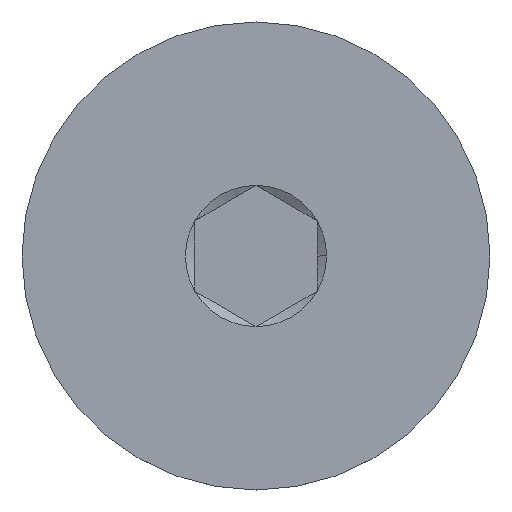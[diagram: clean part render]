
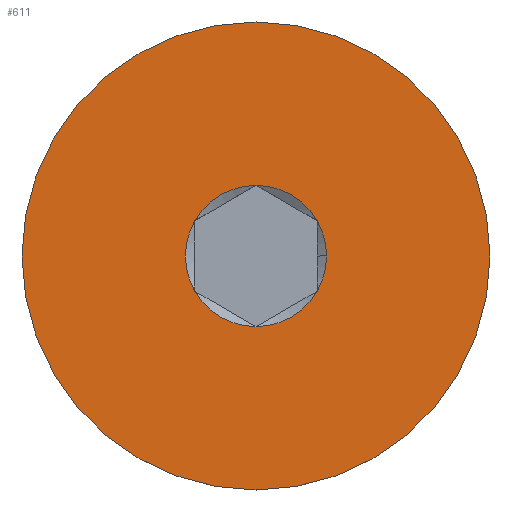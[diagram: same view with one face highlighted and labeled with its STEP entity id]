
A CAD part, top view. The second image highlights one B-rep face of the part: STEP entity #611.
In plain terms, the highlighted planar face has unit normal (0, 0, 1).
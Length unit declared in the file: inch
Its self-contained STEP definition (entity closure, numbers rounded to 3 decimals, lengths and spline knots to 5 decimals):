
#1 = AXIS2_PLACEMENT_3D ( 'NONE', #1574, #2020, #2019 ) ;
#2 = AXIS2_PLACEMENT_3D ( 'NONE', #2048, #2043, #2041 ) ;
#3 = AXIS2_PLACEMENT_3D ( 'NONE', #1346, #1366, #1364 ) ;
#4 = AXIS2_PLACEMENT_3D ( 'NONE', #5056, #5055, #5054 ) ;
#5 = AXIS2_PLACEMENT_3D ( 'NONE', #3887, #3885, #3884 ) ;
#83 = AXIS2_PLACEMENT_3D ( 'NONE', #4275, #4263, #4262 ) ;
#150 = AXIS2_PLACEMENT_3D ( 'NONE', #3831, #4167, #4168 ) ;
#154 = AXIS2_PLACEMENT_3D ( 'NONE', #6067, #6044, #6042 ) ;
#163 = AXIS2_PLACEMENT_3D ( 'NONE', #6285, #6278, #6276 ) ;
#186 = EDGE_CURVE ( 'NONE', #6498, #5410, #5811, .T. ) ;
#205 = EDGE_CURVE ( 'NONE', #6748, #6449, #5768, .T. ) ;
#265 = AXIS2_PLACEMENT_3D ( 'NONE', #1967, #1931, #1932 ) ;
#343 = EDGE_CURVE ( 'NONE', #6407, #5387, #4012, .T. ) ;
#377 = EDGE_CURVE ( 'NONE', #5419, #6498, #4030, .T. ) ;
#397 = EDGE_CURVE ( 'NONE', #6409, #6407, #4005, .T. ) ;
#399 = EDGE_CURVE ( 'NONE', #5410, #6409, #4003, .T. ) ;
#411 = EDGE_CURVE ( 'NONE', #6449, #6748, #3996, .T. ) ;
#433 = EDGE_CURVE ( 'NONE', #5395, #5419, #3969, .T. ) ;
#453 = EDGE_CURVE ( 'NONE', #5387, #5395, #3987, .T. ) ;
#611 = ADVANCED_FACE ( 'NONE', ( #1785, #1777 ), #4270, .T. ) ;
#1346 = CARTESIAN_POINT ( 'NONE',  ( 0., 0., 0. ) ) ;
#1364 = DIRECTION ( 'NONE',  ( 0., -1., 0. ) ) ;
#1366 = DIRECTION ( 'NONE',  ( 0., 0., 1. ) ) ;
#1574 = CARTESIAN_POINT ( 'NONE',  ( 0., 0., 0. ) ) ;
#1777 = FACE_OUTER_BOUND ( 'NONE', #6911, .T. ) ;
#1785 = FACE_BOUND ( 'NONE', #5863, .T. ) ;
#1931 = DIRECTION ( 'NONE',  ( 0., 0., 1. ) ) ;
#1932 = DIRECTION ( 'NONE',  ( 1., 0., 0. ) ) ;
#1967 = CARTESIAN_POINT ( 'NONE',  ( 0., 0., 0. ) ) ;
#2019 = DIRECTION ( 'NONE',  ( 1., 0., 0. ) ) ;
#2020 = DIRECTION ( 'NONE',  ( 0., 0., 1. ) ) ;
#2041 = DIRECTION ( 'NONE',  ( 1., 0., 0. ) ) ;
#2043 = DIRECTION ( 'NONE',  ( 0., 0., 1. ) ) ;
#2048 = CARTESIAN_POINT ( 'NONE',  ( 0., 0., 0. ) ) ;
#2354 = CARTESIAN_POINT ( 'NONE',  ( 0., -0.1795, 0. ) ) ;
#2356 = CARTESIAN_POINT ( 'NONE',  ( 0.05413, 0., 0. ) ) ;
#2411 = CARTESIAN_POINT ( 'NONE',  ( 0., 0.1795, 0. ) ) ;
#2419 = CARTESIAN_POINT ( 'NONE',  ( 0., 0.05413, 0. ) ) ;
#2420 = CARTESIAN_POINT ( 'NONE',  ( -0.04687, 0.02706, 0. ) ) ;
#2428 = CARTESIAN_POINT ( 'NONE',  ( 0.04687, -0.02706, 0. ) ) ;
#2430 = CARTESIAN_POINT ( 'NONE',  ( 0.04687, 0.02706, 0. ) ) ;
#2434 = CARTESIAN_POINT ( 'NONE',  ( 0., -0.05413, 0. ) ) ;
#2436 = CARTESIAN_POINT ( 'NONE',  ( -0.04687, -0.02706, 0. ) ) ;
#3831 = CARTESIAN_POINT ( 'NONE',  ( 0., 0., 0. ) ) ;
#3884 = DIRECTION ( 'NONE',  ( 1., 0., 0. ) ) ;
#3885 = DIRECTION ( 'NONE',  ( 0., 0., 1. ) ) ;
#3887 = CARTESIAN_POINT ( 'NONE',  ( 0., 0., 0. ) ) ;
#3969 = CIRCLE ( 'NONE', #4, 0.05413 ) ;
#3987 = CIRCLE ( 'NONE', #5, 0.05413 ) ;
#3996 = CIRCLE ( 'NONE', #3, 0.1795 ) ;
#4003 = CIRCLE ( 'NONE', #1, 0.05413 ) ;
#4005 = CIRCLE ( 'NONE', #2, 0.05413 ) ;
#4012 = CIRCLE ( 'NONE', #150, 0.05413 ) ;
#4030 = CIRCLE ( 'NONE', #265, 0.05413 ) ;
#4167 = DIRECTION ( 'NONE',  ( 0., 0., 1. ) ) ;
#4168 = DIRECTION ( 'NONE',  ( 1., 0., 0. ) ) ;
#4262 = DIRECTION ( 'NONE',  ( 0., -1., 0. ) ) ;
#4263 = DIRECTION ( 'NONE',  ( 0., 0., 1. ) ) ;
#4270 = PLANE ( 'NONE',  #83 ) ;
#4275 = CARTESIAN_POINT ( 'NONE',  ( 0., -0.082, 0. ) ) ;
#5054 = DIRECTION ( 'NONE',  ( 1., 0., 0. ) ) ;
#5055 = DIRECTION ( 'NONE',  ( 0., 0., 1. ) ) ;
#5056 = CARTESIAN_POINT ( 'NONE',  ( 0., 0., 0. ) ) ;
#5387 = VERTEX_POINT ( 'NONE', #2436 ) ;
#5395 = VERTEX_POINT ( 'NONE', #2434 ) ;
#5410 = VERTEX_POINT ( 'NONE', #2430 ) ;
#5419 = VERTEX_POINT ( 'NONE', #2428 ) ;
#5768 = CIRCLE ( 'NONE', #154, 0.1795 ) ;
#5811 = CIRCLE ( 'NONE', #163, 0.05413 ) ;
#5863 = EDGE_LOOP ( 'NONE', ( #6945, #6667, #6963, #6640, #6922, #6641, #7068 ) ) ;
#6042 = DIRECTION ( 'NONE',  ( 0., -1., 0. ) ) ;
#6044 = DIRECTION ( 'NONE',  ( 0., 0., 1. ) ) ;
#6067 = CARTESIAN_POINT ( 'NONE',  ( 0., 0., 0. ) ) ;
#6276 = DIRECTION ( 'NONE',  ( 1., 0., 0. ) ) ;
#6278 = DIRECTION ( 'NONE',  ( 0., 0., 1. ) ) ;
#6285 = CARTESIAN_POINT ( 'NONE',  ( 0., 0., 0. ) ) ;
#6407 = VERTEX_POINT ( 'NONE', #2420 ) ;
#6409 = VERTEX_POINT ( 'NONE', #2419 ) ;
#6449 = VERTEX_POINT ( 'NONE', #2411 ) ;
#6498 = VERTEX_POINT ( 'NONE', #2356 ) ;
#6640 = ORIENTED_EDGE ( 'NONE', *, *, #397, .F. ) ;
#6641 = ORIENTED_EDGE ( 'NONE', *, *, #186, .F. ) ;
#6667 = ORIENTED_EDGE ( 'NONE', *, *, #453, .F. ) ;
#6748 = VERTEX_POINT ( 'NONE', #2354 ) ;
#6856 = ORIENTED_EDGE ( 'NONE', *, *, #205, .T. ) ;
#6911 = EDGE_LOOP ( 'NONE', ( #6856, #7078 ) ) ;
#6922 = ORIENTED_EDGE ( 'NONE', *, *, #399, .F. ) ;
#6945 = ORIENTED_EDGE ( 'NONE', *, *, #433, .F. ) ;
#6963 = ORIENTED_EDGE ( 'NONE', *, *, #343, .F. ) ;
#7068 = ORIENTED_EDGE ( 'NONE', *, *, #377, .F. ) ;
#7078 = ORIENTED_EDGE ( 'NONE', *, *, #411, .T. ) ;
